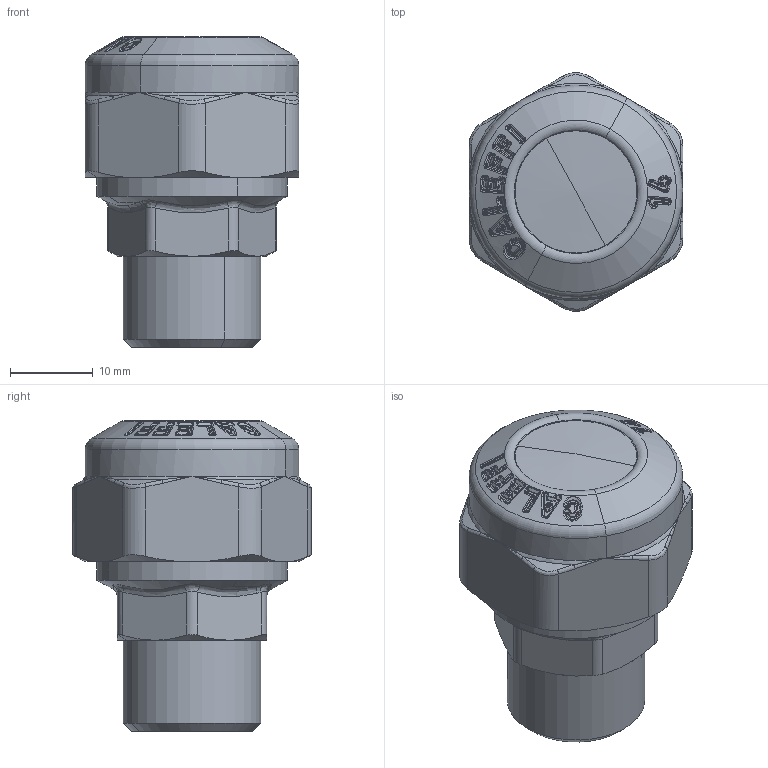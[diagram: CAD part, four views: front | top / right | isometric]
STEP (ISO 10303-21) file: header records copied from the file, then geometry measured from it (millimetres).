
FILE_DESCRIPTION(('CATIA V5 STEP Exchange','CAx-IF Rec.Pracs.--- Model Styling and Organization---1.4--- 2014-01-23','CAx-IF Rec.Pracs.---3D Tessellated Data Validation Properties---0.5---2014-09-14'),'2;1');
FILE_NAME('STEP_904314_-_TST.stp','2021-01-05T13:17:23+00:00',('none'),('none'),'CATIA Version 5-6 Release 2019 SP3','CATIA V5 STEP AP242 v1','none');
FILE_SCHEMA(('AP242_MANAGED_MODEL_BASED_3D_ENGINEERING_MIM_LF {1 0 10303 442 1 1 4}'));
Length unit declared in the file: millimetre
Products named in the file (1): 904314 - TST
Bounding box: 25.8 x 28.79 x 37.5 mm (x, y, z)
Volume: 14259.1 mm3; surface area: 3507.2 mm2
Topology: 1 solids, 2 shells, 674 faces, 1581 edges, 850 vertices
Faces by surface type: bspline 530, cone 49, sphere 46, cylinder 20, plane 17, torus 12
Entity records: 40182 total; most frequent: CARTESIAN_POINT 29317, ORIENTED_EDGE 3016, EDGE_CURVE 1508, B_SPLINE_CURVE_WITH_KNOTS 1329, VERTEX_POINT 850, EDGE_LOOP 688, ADVANCED_FACE 674, FACE_OUTER_BOUND 674
